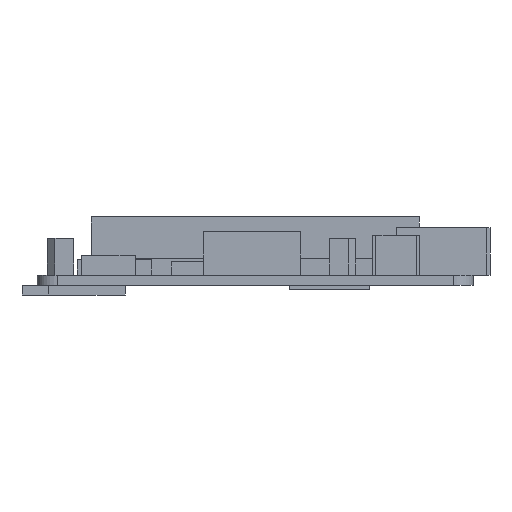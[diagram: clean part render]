
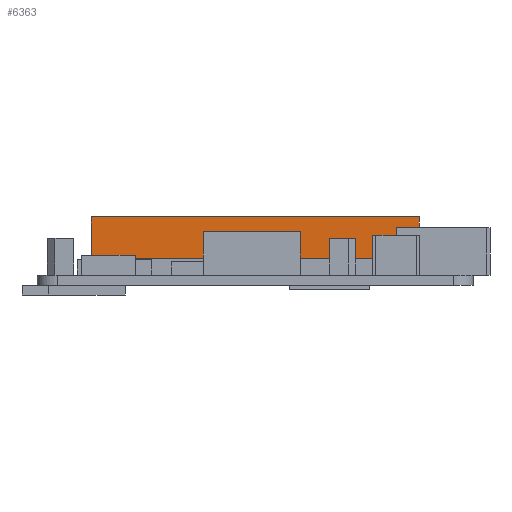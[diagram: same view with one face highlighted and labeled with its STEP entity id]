
A CAD part, front view. The second image highlights one B-rep face of the part: STEP entity #6363.
In plain terms, the highlighted planar face has unit normal (0, -1, 0).
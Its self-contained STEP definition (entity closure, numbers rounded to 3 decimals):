
#474=PLANE('',#7165);
#856=FACE_OUTER_BOUND('',#1447,.T.);
#1447=EDGE_LOOP('',(#5809,#5810,#5811,#5812));
#1888=LINE('',#10951,#2333);
#1889=LINE('',#10954,#2334);
#1890=LINE('',#10956,#2335);
#1891=LINE('',#10957,#2336);
#2333=VECTOR('',#9146,10.);
#2334=VECTOR('',#9149,10.);
#2335=VECTOR('',#9150,10.);
#2336=VECTOR('',#9151,10.);
#3311=VERTEX_POINT('',#10945);
#3313=VERTEX_POINT('',#10949);
#3314=VERTEX_POINT('',#10953);
#3315=VERTEX_POINT('',#10955);
#4146=EDGE_CURVE('',#3311,#3313,#1888,.T.);
#4147=EDGE_CURVE('',#3311,#3314,#1889,.T.);
#4148=EDGE_CURVE('',#3315,#3313,#1890,.T.);
#4149=EDGE_CURVE('',#3314,#3315,#1891,.T.);
#5809=ORIENTED_EDGE('',*,*,#4147,.F.);
#5810=ORIENTED_EDGE('',*,*,#4146,.T.);
#5811=ORIENTED_EDGE('',*,*,#4148,.F.);
#5812=ORIENTED_EDGE('',*,*,#4149,.F.);
#6363=ADVANCED_FACE('',(#856),#474,.T.);
#7165=AXIS2_PLACEMENT_3D('',#10952,#9147,#9148);
#9146=DIRECTION('',(0.,0.,1.));
#9147=DIRECTION('center_axis',(0.,-1.,0.));
#9148=DIRECTION('ref_axis',(1.,0.,0.));
#9149=DIRECTION('',(-1.,0.,0.));
#9150=DIRECTION('',(1.,0.,0.));
#9151=DIRECTION('',(0.,0.,1.));
#10945=CARTESIAN_POINT('',(56.95,50.95,4.));
#10949=CARTESIAN_POINT('',(56.95,50.95,10.2));
#10951=CARTESIAN_POINT('',(56.95,50.95,4.));
#10952=CARTESIAN_POINT('Origin',(8.05,50.95,4.));
#10953=CARTESIAN_POINT('',(8.05,50.95,4.));
#10954=CARTESIAN_POINT('',(56.95,50.95,4.));
#10955=CARTESIAN_POINT('',(8.05,50.95,10.2));
#10956=CARTESIAN_POINT('',(56.95,50.95,10.2));
#10957=CARTESIAN_POINT('',(8.05,50.95,4.));
